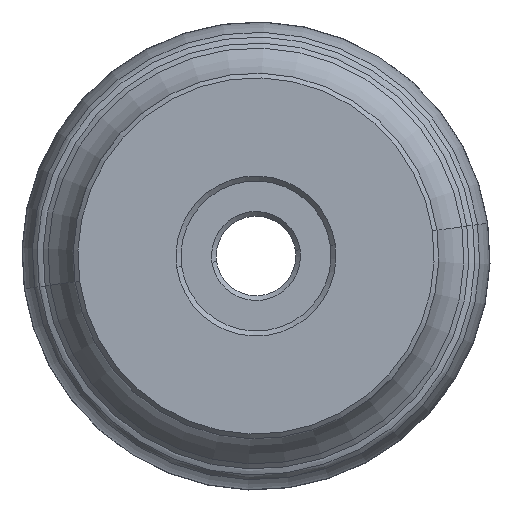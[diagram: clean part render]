
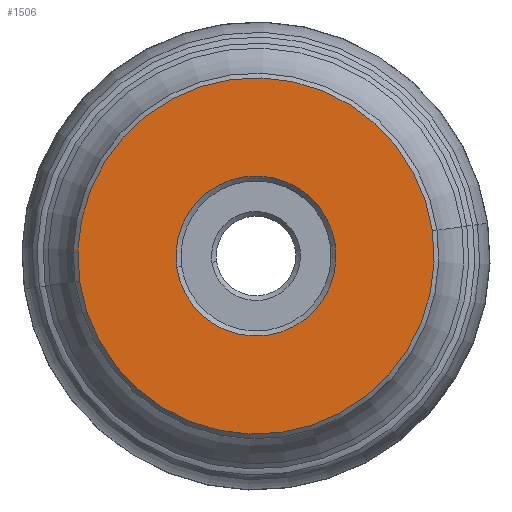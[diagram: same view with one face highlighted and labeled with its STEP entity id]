
A CAD part, left-side view. The second image highlights one B-rep face of the part: STEP entity #1506.
In plain terms, the highlighted planar face has unit normal (-1, 0, 0).
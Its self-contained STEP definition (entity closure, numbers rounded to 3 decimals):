
#317=CARTESIAN_POINT('Vertex',(0.,16.905,-2.4)) ;
#320=CARTESIAN_POINT('Axis2P3D Location',(0.,0.,0.)) ;
#324=CARTESIAN_POINT('Vertex',(0.,-16.905,2.4)) ;
#339=CARTESIAN_POINT('Axis2P3D Location',(0.,0.,0.)) ;
#356=CARTESIAN_POINT('Axis2P3D Location',(0.,0.,0.)) ;
#360=CARTESIAN_POINT('Vertex',(0.,37.623,-5.342)) ;
#362=CARTESIAN_POINT('Vertex',(0.,-37.623,5.342)) ;
#391=CARTESIAN_POINT('Axis2P3D Location',(0.,0.,0.)) ;
#1493=CARTESIAN_POINT('Axis2P3D Location',(0.,37.623,-5.342)) ;
#321=DIRECTION('Axis2P3D Direction',(-1.,0.,0.)) ;
#340=DIRECTION('Axis2P3D Direction',(-1.,0.,0.)) ;
#357=DIRECTION('Axis2P3D Direction',(1.,-0.,0.)) ;
#392=DIRECTION('Axis2P3D Direction',(1.,-0.,0.)) ;
#1494=DIRECTION('Axis2P3D Direction',(-1.,0.,0.)) ;
#1495=DIRECTION('Axis2P3D XDirection',(0.,1.,0.)) ;
#322=AXIS2_PLACEMENT_3D('Circle Axis2P3D',#320,#321,$) ;
#341=AXIS2_PLACEMENT_3D('Circle Axis2P3D',#339,#340,$) ;
#358=AXIS2_PLACEMENT_3D('Circle Axis2P3D',#356,#357,$) ;
#393=AXIS2_PLACEMENT_3D('Circle Axis2P3D',#391,#392,$) ;
#1496=AXIS2_PLACEMENT_3D('Plane Axis2P3D',#1493,#1494,#1495) ;
#1499=ORIENTED_EDGE('',*,*,#395,.T.) ;
#1500=ORIENTED_EDGE('',*,*,#364,.T.) ;
#1503=ORIENTED_EDGE('',*,*,#326,.F.) ;
#1504=ORIENTED_EDGE('',*,*,#343,.F.) ;
#1505=FACE_BOUND('',#1502,.T.) ;
#1506=ADVANCED_FACE('Hauptk\X2\00F6\X0\rper',(#1501,#1505),#1497,.T.) ;
#323=CIRCLE('generated circle',#322,17.075) ;
#342=CIRCLE('generated circle',#341,17.075) ;
#359=CIRCLE('generated circle',#358,38.) ;
#394=CIRCLE('generated circle',#393,38.) ;
#326=EDGE_CURVE('',#318,#325,#323,.T.) ;
#343=EDGE_CURVE('',#325,#318,#342,.T.) ;
#364=EDGE_CURVE('',#361,#363,#359,.F.) ;
#395=EDGE_CURVE('',#363,#361,#394,.F.) ;
#1498=EDGE_LOOP('',(#1499,#1500)) ;
#1502=EDGE_LOOP('',(#1503,#1504)) ;
#1501=FACE_OUTER_BOUND('',#1498,.T.) ;
#1497=PLANE('',#1496) ;
#318=VERTEX_POINT('',#317) ;
#325=VERTEX_POINT('',#324) ;
#361=VERTEX_POINT('',#360) ;
#363=VERTEX_POINT('',#362) ;
